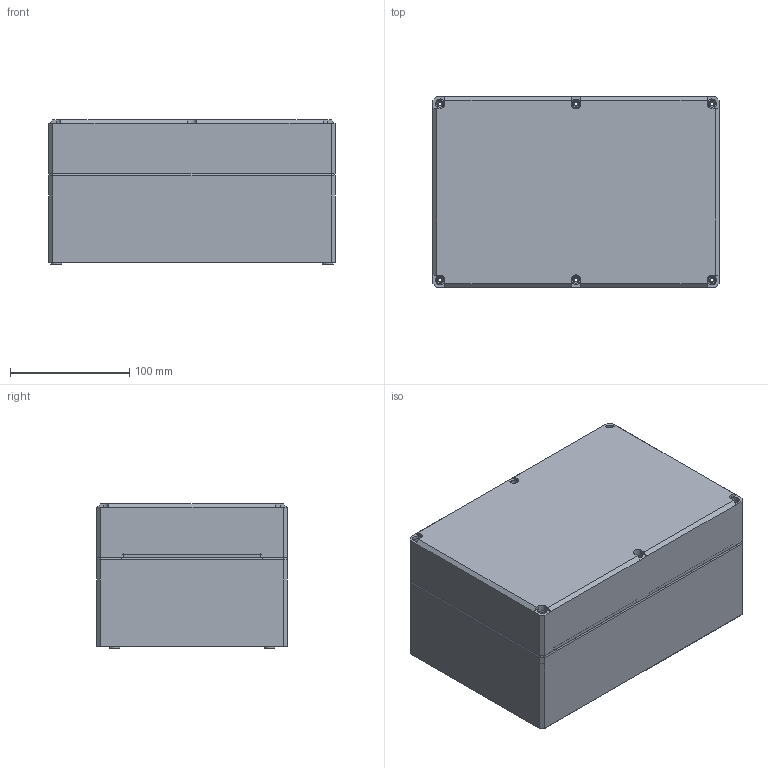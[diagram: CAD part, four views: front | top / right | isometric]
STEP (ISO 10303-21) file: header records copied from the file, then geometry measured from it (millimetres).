
FILE_DESCRIPTION((''),'2;1');
FILE_NAME('DPCP162412T_ASM','2011-04-05T',('pasi_koskela'),(''),'PRO/ENGINEER BY PARAMETRIC TECHNOLOGY CORPORATION, 2010140','PRO/ENGINEER BY PARAMETRIC TECHNOLOGY CORPORATION, 2010140','');
FILE_SCHEMA(('AUTOMOTIVE_DESIGN_CC2 { 1 2 10303 214 -1 1 5 2 }'));
Products named in the file (3): DPCP162408B; DPCT162405L; DPCP162412T_ASM
Assembly tree (2 placements, depth 2):
  DPCP162412T_ASM
    DPCP162408B
    DPCT162405L
Bounding box: 240 x 160 x 121 mm (x, y, z)
Volume: 608957.5 mm3; surface area: 389152.6 mm2
Topology: 2 solids, 2 shells, 1229 faces, 3103 edges, 1938 vertices
Faces by surface type: plane 439, cylinder 300, cone 212, torus 138, bspline 132, sphere 8
Entity records: 59543 total; most frequent: CARTESIAN_POINT 21316, ORIENTED_EDGE 6198, DIRECTION 5687, PRESENTATION_STYLE_ASSIGNMENT 3101, STYLED_ITEM 3101, CURVE_STYLE 3099, EDGE_CURVE 3099, AXIS2_PLACEMENT_3D 2106
